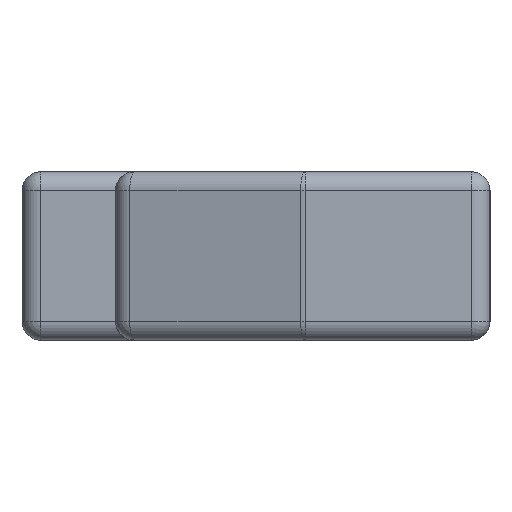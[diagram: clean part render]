
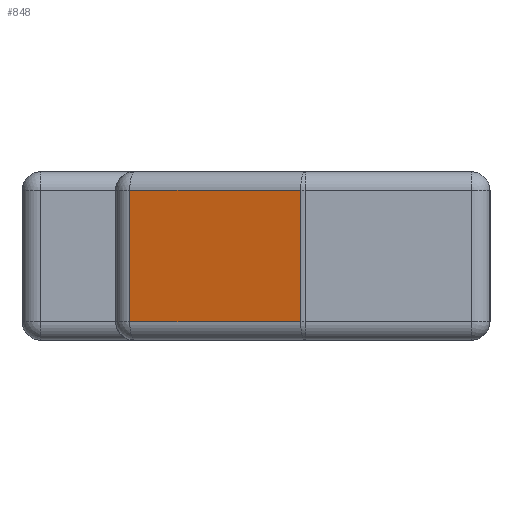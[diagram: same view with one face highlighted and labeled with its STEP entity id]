
A CAD part, left-side view. The second image highlights one B-rep face of the part: STEP entity #848.
In plain terms, the highlighted planar face has unit normal (-0.97, 0.242, 0).
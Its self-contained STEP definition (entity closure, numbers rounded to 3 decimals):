
#28=PLANE('',#974);
#58=LINE('',#1411,#123);
#60=LINE('',#1421,#125);
#70=LINE('',#1450,#135);
#72=LINE('',#1453,#137);
#123=VECTOR('',#1143,10.);
#125=VECTOR('',#1155,10.);
#135=VECTOR('',#1191,10.);
#137=VECTOR('',#1195,10.);
#255=FACE_OUTER_BOUND('',#314,.T.);
#314=EDGE_LOOP('',(#763,#764,#765,#766));
#406=VERTEX_POINT('',#1372);
#418=VERTEX_POINT('',#1407);
#419=VERTEX_POINT('',#1414);
#426=VERTEX_POINT('',#1441);
#502=EDGE_CURVE('',#406,#418,#58,.T.);
#507=EDGE_CURVE('',#419,#406,#60,.T.);
#523=EDGE_CURVE('',#418,#426,#70,.T.);
#525=EDGE_CURVE('',#426,#419,#72,.T.);
#763=ORIENTED_EDGE('',*,*,#502,.F.);
#764=ORIENTED_EDGE('',*,*,#507,.F.);
#765=ORIENTED_EDGE('',*,*,#525,.F.);
#766=ORIENTED_EDGE('',*,*,#523,.F.);
#848=ADVANCED_FACE('',(#255),#28,.T.);
#974=AXIS2_PLACEMENT_3D('',#1506,#1254,#1255);
#1143=DIRECTION('',(0.,0.,1.));
#1155=DIRECTION('',(0.243,0.97,0.));
#1191=DIRECTION('',(-0.243,-0.97,0.));
#1195=DIRECTION('',(0.,0.,-1.));
#1254=DIRECTION('center_axis',(-0.97,0.243,0.));
#1255=DIRECTION('ref_axis',(0.,0.,1.));
#1372=CARTESIAN_POINT('',(-29.538,3.849,0.2));
#1407=CARTESIAN_POINT('',(-29.538,3.849,1.6));
#1411=CARTESIAN_POINT('',(-29.538,3.849,0.));
#1414=CARTESIAN_POINT('',(-29.994,2.024,0.2));
#1421=CARTESIAN_POINT('',(-29.375,4.5,0.2));
#1441=CARTESIAN_POINT('',(-29.994,2.024,1.6));
#1450=CARTESIAN_POINT('',(-29.375,4.5,1.6));
#1453=CARTESIAN_POINT('',(-29.994,2.024,0.));
#1506=CARTESIAN_POINT('Origin',(-29.75,3.,0.));
